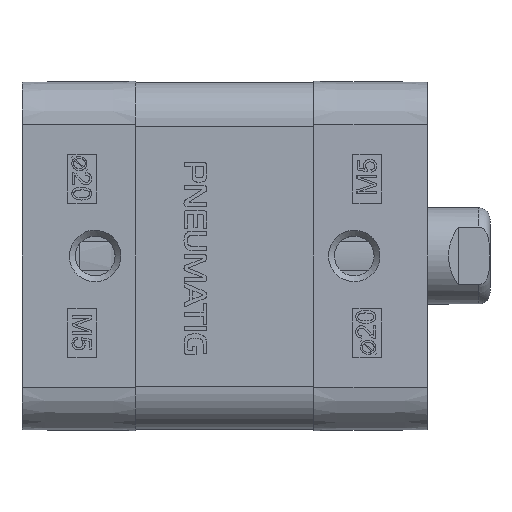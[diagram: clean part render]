
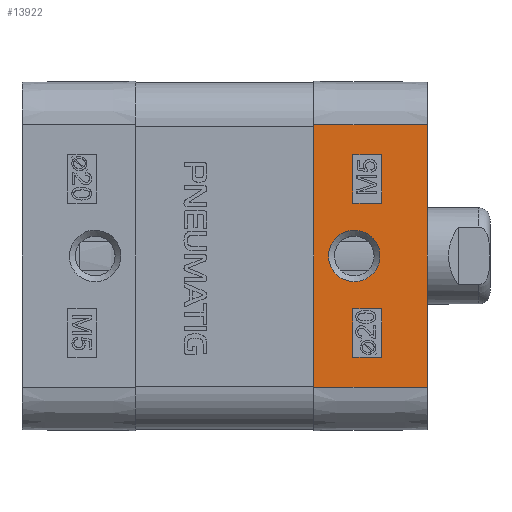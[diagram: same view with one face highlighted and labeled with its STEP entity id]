
A CAD part, left-side view. The second image highlights one B-rep face of the part: STEP entity #13922.
In plain terms, the highlighted planar face has unit normal (-1, -0.009, 0).
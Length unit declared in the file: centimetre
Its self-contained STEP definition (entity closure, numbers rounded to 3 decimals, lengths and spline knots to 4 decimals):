
#849=LINE($,#21901,#2067);
#852=LINE($,#21907,#2070);
#855=LINE($,#21913,#2073);
#858=LINE($,#21917,#2076);
#860=LINE($,#21923,#2078);
#862=LINE($,#21927,#2080);
#864=LINE($,#21931,#2082);
#866=LINE($,#21934,#2084);
#868=LINE($,#22024,#2086);
#869=LINE($,#22026,#2087);
#870=LINE($,#22028,#2088);
#871=LINE($,#22029,#2089);
#2067=VECTOR($,#16958,0.3);
#2070=VECTOR($,#16963,0.5);
#2073=VECTOR($,#16968,0.3);
#2076=VECTOR($,#16973,0.5);
#2078=VECTOR($,#16979,0.3);
#2080=VECTOR($,#16983,0.5);
#2082=VECTOR($,#16987,0.3);
#2084=VECTOR($,#16991,0.5);
#2086=VECTOR($,#16997,2.73);
#2087=VECTOR($,#16998,1.18);
#2088=VECTOR($,#16999,2.73);
#2089=VECTOR($,#17000,1.18);
#2898=PLANE($,#14858);
#3171=FACE_BOUND($,#4610,.T.);
#3172=FACE_BOUND($,#4611,.T.);
#3173=FACE_BOUND($,#4612,.T.);
#3714=FACE_OUTER_BOUND($,#4609,.T.);
#4609=EDGE_LOOP($,(#11372,#11373,#11374,#11375));
#4610=EDGE_LOOP($,(#11376,#11377,#11378,#11379));
#4611=EDGE_LOOP($,(#11380,#11381,#11382,#11383));
#4612=EDGE_LOOP($,(#11384));
#5594=B_SPLINE_CURVE_WITH_KNOTS($,3,(#21978,#21979,#21980,#21981,#21982,
#21983,#21984,#21985,#21986,#21987,#21988,#21989,#21990,#21991,#21992,#21993,
#21994,#21995,#21996,#21997,#21998,#21999,#22000,#22001,#22002,#22003,#22004,
#22005,#22006,#22007,#22008,#22009,#22010,#22011,#22012,#22013,#22014,#22015,
#22016,#22017,#22018,#22019,#22020),.UNSPECIFIED.,.T.,.F.,(4,3,3,3,3,3,
3,3,3,3,3,3,3,3,4),(0.,0.1199,0.2753,0.427,
0.6322,0.7375,0.9143,0.9847,
1.1241,1.3055,1.51,1.6036,1.7687,
1.8423,1.9622),.UNSPECIFIED.);
#6565=VERTEX_POINT($,#21898);
#6566=VERTEX_POINT($,#21900);
#6568=VERTEX_POINT($,#21906);
#6570=VERTEX_POINT($,#21912);
#6571=VERTEX_POINT($,#21920);
#6572=VERTEX_POINT($,#21922);
#6573=VERTEX_POINT($,#21926);
#6574=VERTEX_POINT($,#21930);
#6575=VERTEX_POINT($,#21976);
#6576=VERTEX_POINT($,#22022);
#6577=VERTEX_POINT($,#22023);
#6578=VERTEX_POINT($,#22025);
#6579=VERTEX_POINT($,#22027);
#8279=EDGE_CURVE($,#6566,#6565,#849,.T.);
#8282=EDGE_CURVE($,#6568,#6566,#852,.T.);
#8285=EDGE_CURVE($,#6570,#6568,#855,.T.);
#8288=EDGE_CURVE($,#6565,#6570,#858,.T.);
#8290=EDGE_CURVE($,#6572,#6571,#860,.T.);
#8292=EDGE_CURVE($,#6573,#6572,#862,.T.);
#8294=EDGE_CURVE($,#6574,#6573,#864,.T.);
#8296=EDGE_CURVE($,#6571,#6574,#866,.T.);
#8298=EDGE_CURVE($,#6575,#6575,#5594,.T.);
#8299=EDGE_CURVE($,#6576,#6577,#868,.T.);
#8300=EDGE_CURVE($,#6578,#6577,#869,.T.);
#8301=EDGE_CURVE($,#6578,#6579,#870,.T.);
#8302=EDGE_CURVE($,#6579,#6576,#871,.T.);
#11372=ORIENTED_EDGE($,*,*,#8299,.T.);
#11373=ORIENTED_EDGE($,*,*,#8300,.F.);
#11374=ORIENTED_EDGE($,*,*,#8301,.T.);
#11375=ORIENTED_EDGE($,*,*,#8302,.T.);
#11376=ORIENTED_EDGE($,*,*,#8279,.T.);
#11377=ORIENTED_EDGE($,*,*,#8288,.T.);
#11378=ORIENTED_EDGE($,*,*,#8285,.T.);
#11379=ORIENTED_EDGE($,*,*,#8282,.T.);
#11380=ORIENTED_EDGE($,*,*,#8290,.T.);
#11381=ORIENTED_EDGE($,*,*,#8296,.T.);
#11382=ORIENTED_EDGE($,*,*,#8294,.T.);
#11383=ORIENTED_EDGE($,*,*,#8292,.T.);
#11384=ORIENTED_EDGE($,*,*,#8298,.F.);
#13922=ADVANCED_FACE($,(#3714,#3171,#3172,#3173),#2898,.T.);
#14858=AXIS2_PLACEMENT_3D($,#22021,#16995,#16996);
#16958=DIRECTION($,(-0.009,1.,0.));
#16963=DIRECTION($,(0.,0.,-1.));
#16968=DIRECTION($,(0.009,-1.,0.));
#16973=DIRECTION($,(0.,0.,1.));
#16979=DIRECTION($,(-0.009,1.,0.));
#16983=DIRECTION($,(0.,0.,-1.));
#16987=DIRECTION($,(0.009,-1.,0.));
#16991=DIRECTION($,(0.,0.,1.));
#16995=DIRECTION('center_axis',(-1.,-0.009,0.));
#16996=DIRECTION('ref_axis',(0.,0.,1.));
#16997=DIRECTION($,(0.,0.,1.));
#16998=DIRECTION($,(0.009,-1.,0.));
#16999=DIRECTION($,(0.,0.,-1.));
#17000=DIRECTION($,(0.009,-1.,0.));
#21898=CARTESIAN_POINT('',(-1.8115,-2.255,0.55));
#21900=CARTESIAN_POINT('',(-1.8088,-2.555,0.55));
#21901=CARTESIAN_POINT($,(-1.8088,-2.555,0.55));
#21906=CARTESIAN_POINT('',(-1.8088,-2.555,1.05));
#21907=CARTESIAN_POINT($,(-1.8088,-2.555,1.05));
#21912=CARTESIAN_POINT('',(-1.8115,-2.255,1.05));
#21913=CARTESIAN_POINT($,(-1.8115,-2.255,1.05));
#21917=CARTESIAN_POINT($,(-1.8115,-2.255,0.55));
#21920=CARTESIAN_POINT('',(-1.8115,-2.255,-1.05));
#21922=CARTESIAN_POINT('',(-1.8088,-2.555,-1.05));
#21923=CARTESIAN_POINT($,(-1.8088,-2.555,-1.05));
#21926=CARTESIAN_POINT('',(-1.8088,-2.555,-0.55));
#21927=CARTESIAN_POINT($,(-1.8088,-2.555,-0.55));
#21930=CARTESIAN_POINT('',(-1.8115,-2.255,-0.55));
#21931=CARTESIAN_POINT($,(-1.8115,-2.255,-0.55));
#21934=CARTESIAN_POINT($,(-1.8115,-2.255,-1.05));
#21976=CARTESIAN_POINT('',(-1.8137,-2.0031,0.0001));
#21978=CARTESIAN_POINT('Ctrl Pts',(-1.809,-2.5375,
0.0002));
#21979=CARTESIAN_POINT('Ctrl Pts',(-1.809,-2.5376,
0.0402));
#21980=CARTESIAN_POINT('Ctrl Pts',(-1.8091,-2.5285,0.0812));
#21981=CARTESIAN_POINT('Ctrl Pts',(-1.8092,-2.5117,0.1161));
#21982=CARTESIAN_POINT('Ctrl Pts',(-1.8094,-2.4899,
0.1614));
#21983=CARTESIAN_POINT('Ctrl Pts',(-1.8097,-2.4624,
0.1897));
#21984=CARTESIAN_POINT('Ctrl Pts',(-1.8099,-2.4314,0.213));
#21985=CARTESIAN_POINT('Ctrl Pts',(-1.8102,-2.4012,
0.2357));
#21986=CARTESIAN_POINT('Ctrl Pts',(-1.8105,-2.3662,
0.2523));
#21987=CARTESIAN_POINT('Ctrl Pts',(-1.8108,-2.3301,0.2606));
#21988=CARTESIAN_POINT('Ctrl Pts',(-1.8112,-2.2811,
0.2718));
#21989=CARTESIAN_POINT('Ctrl Pts',(-1.8117,-2.2279,
0.2683));
#21990=CARTESIAN_POINT('Ctrl Pts',(-1.8121,-2.1797,
0.2512));
#21991=CARTESIAN_POINT('Ctrl Pts',(-1.8123,-2.1549,
0.2425));
#21992=CARTESIAN_POINT('Ctrl Pts',(-1.8126,-2.1292,0.2296));
#21993=CARTESIAN_POINT('Ctrl Pts',(-1.8128,-2.1038,0.2094));
#21994=CARTESIAN_POINT('Ctrl Pts',(-1.8132,-2.0612,0.1755));
#21995=CARTESIAN_POINT('Ctrl Pts',(-1.8135,-2.027,
0.1233));
#21996=CARTESIAN_POINT('Ctrl Pts',(-1.8136,-2.0122,
0.0678));
#21997=CARTESIAN_POINT('Ctrl Pts',(-1.8136,-2.0062,
0.0457));
#21998=CARTESIAN_POINT('Ctrl Pts',(-1.8137,-2.0031,
0.0224));
#21999=CARTESIAN_POINT('Ctrl Pts',(-1.8137,-2.0031,
0.0001));
#22000=CARTESIAN_POINT('Ctrl Pts',(-1.8137,-2.0031,-0.044));
#22001=CARTESIAN_POINT('Ctrl Pts',(-1.8136,-2.0132,-0.0779));
#22002=CARTESIAN_POINT('Ctrl Pts',(-1.8135,-2.0265,
-0.1079));
#22003=CARTESIAN_POINT('Ctrl Pts',(-1.8133,-2.0438,
-0.1469));
#22004=CARTESIAN_POINT('Ctrl Pts',(-1.8131,-2.0695,
-0.1817));
#22005=CARTESIAN_POINT('Ctrl Pts',(-1.8128,-2.1038,
-0.2091));
#22006=CARTESIAN_POINT('Ctrl Pts',(-1.8124,-2.1425,
-0.24));
#22007=CARTESIAN_POINT('Ctrl Pts',(-1.812,-2.196,
-0.2619));
#22008=CARTESIAN_POINT('Ctrl Pts',(-1.8115,-2.2498,
-0.2665));
#22009=CARTESIAN_POINT('Ctrl Pts',(-1.8113,-2.2744,
-0.2686));
#22010=CARTESIAN_POINT('Ctrl Pts',(-1.8111,-2.3012,
-0.2677));
#22011=CARTESIAN_POINT('Ctrl Pts',(-1.8108,-2.3301,
-0.2611));
#22012=CARTESIAN_POINT('Ctrl Pts',(-1.8104,-2.381,
-0.2494));
#22013=CARTESIAN_POINT('Ctrl Pts',(-1.8099,-2.433,
-0.2188));
#22014=CARTESIAN_POINT('Ctrl Pts',(-1.8096,-2.47,
-0.1775));
#22015=CARTESIAN_POINT('Ctrl Pts',(-1.8094,-2.4865,
-0.159));
#22016=CARTESIAN_POINT('Ctrl Pts',(-1.8093,-2.5006,
-0.1383));
#22017=CARTESIAN_POINT('Ctrl Pts',(-1.8092,-2.5113,
-0.116));
#22018=CARTESIAN_POINT('Ctrl Pts',(-1.8091,-2.5288,-0.0797));
#22019=CARTESIAN_POINT('Ctrl Pts',(-1.809,-2.5374,
-0.0398));
#22020=CARTESIAN_POINT('Ctrl Pts',(-1.809,-2.5375,
0.0002));
#22021=CARTESIAN_POINT('Origin',(-1.815,-1.85,-1.365));
#22022=CARTESIAN_POINT('',(-1.8047,-3.03,-1.365));
#22023=CARTESIAN_POINT('',(-1.8047,-3.03,1.365));
#22024=CARTESIAN_POINT($,(-1.8047,-3.03,-1.365));
#22025=CARTESIAN_POINT('',(-1.815,-1.85,1.365));
#22026=CARTESIAN_POINT($,(-1.815,-1.85,1.365));
#22027=CARTESIAN_POINT('',(-1.815,-1.85,-1.365));
#22028=CARTESIAN_POINT($,(-1.815,-1.85,1.365));
#22029=CARTESIAN_POINT($,(-1.815,-1.85,-1.365));
